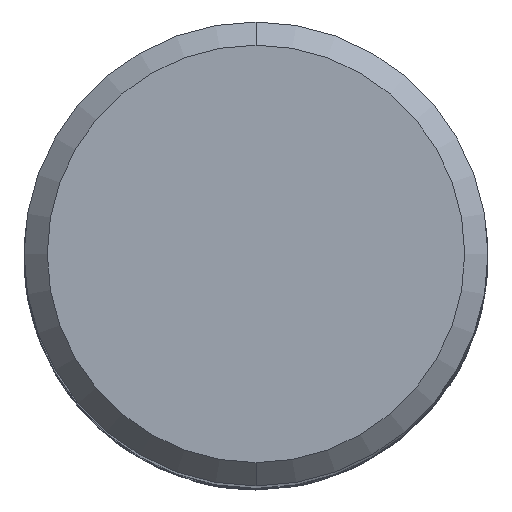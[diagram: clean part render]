
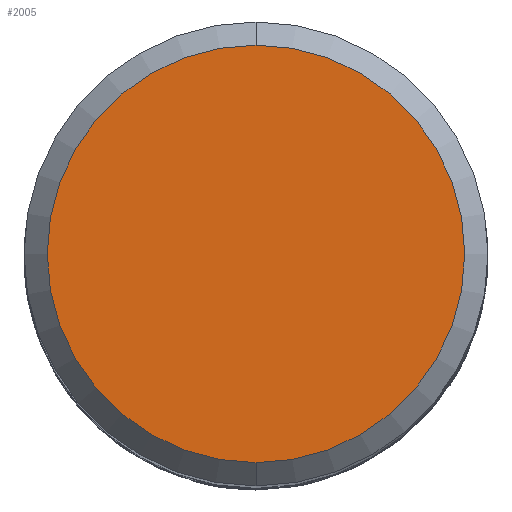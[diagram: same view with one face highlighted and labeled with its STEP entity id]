
A CAD part, top view. The second image highlights one B-rep face of the part: STEP entity #2005.
In plain terms, the highlighted planar face has unit normal (0, 0, 1).
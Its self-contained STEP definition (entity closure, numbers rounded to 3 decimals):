
#931=VERTEX_POINT('',#2700);
#1197=EDGE_CURVE('',#931,#2015,#2990,.T.);
#1921=EDGE_CURVE('',#2015,#931,#3769,.T.);
#2005=ADVANCED_FACE('',(#3860),#3861,.T.);
#2015=VERTEX_POINT('',#3872);
#2700=CARTESIAN_POINT('',(0.,-9.0,0.0));
#2990=CIRCLE('',#7736,9.0);
#3769=CIRCLE('',#17055,9.0);
#3860=FACE_OUTER_BOUND('',#18210,.T.);
#3861=PLANE('',#18211);
#3872=CARTESIAN_POINT('',(0.0,9.0,0.0));
#7736=AXIS2_PLACEMENT_3D('',#26178,#26179,#26180);
#17055=AXIS2_PLACEMENT_3D('',#26852,#26853,#26854);
#18210=EDGE_LOOP('',(#26950,#26951));
#18211=AXIS2_PLACEMENT_3D('',#26952,#26953,#26954);
#26178=CARTESIAN_POINT('',(0.0,0.0,0.0));
#26179=DIRECTION('',(0.0,0.0,-1.0));
#26180=DIRECTION('',(0.0,1.0,0.0));
#26852=CARTESIAN_POINT('',(0.0,0.0,0.0));
#26853=DIRECTION('',(0.0,0.0,-1.0));
#26854=DIRECTION('',(0.0,1.0,0.0));
#26950=ORIENTED_EDGE('',*,*,#1921,.F.);
#26951=ORIENTED_EDGE('',*,*,#1197,.F.);
#26952=CARTESIAN_POINT('',(0.0,4.5,0.0));
#26953=DIRECTION('',(-0.0,0.0,1.0));
#26954=DIRECTION('',(0.0,-1.0,0.0));
